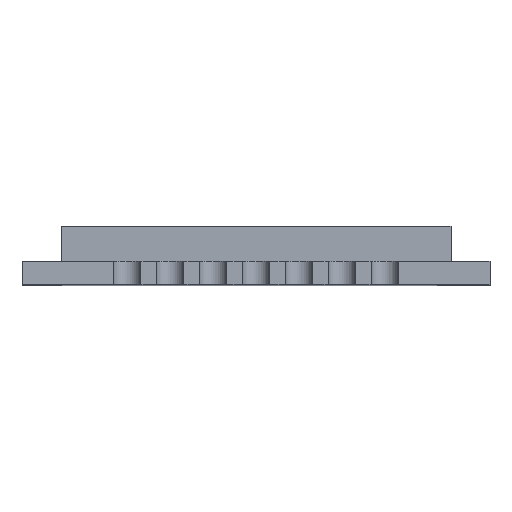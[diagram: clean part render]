
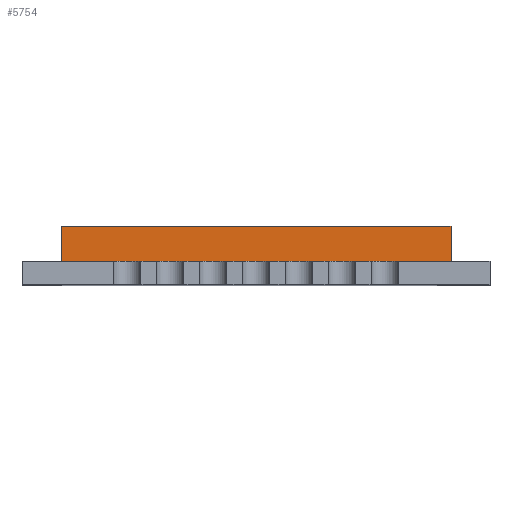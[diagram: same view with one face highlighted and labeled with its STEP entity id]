
A CAD part, top view. The second image highlights one B-rep face of the part: STEP entity #5754.
In plain terms, the highlighted planar face has unit normal (0, 0, 1).
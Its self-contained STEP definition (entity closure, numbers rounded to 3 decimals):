
#447 = CARTESIAN_POINT ( 'NONE',  ( -5., 1.5, 10.5 ) ) ;
#844 = CARTESIAN_POINT ( 'NONE',  ( -5., 0.6, 10.5 ) ) ;
#1379 = AXIS2_PLACEMENT_3D ( 'NONE', #7767, #7968, #2709 ) ;
#2028 = LINE ( 'NONE', #5051, #4741 ) ;
#2434 = VERTEX_POINT ( 'NONE', #4122 ) ;
#2709 = DIRECTION ( 'NONE',  ( -1., 0., 0. ) ) ;
#2716 = EDGE_CURVE ( 'NONE', #9477, #2434, #8324, .T. ) ;
#3057 = ORIENTED_EDGE ( 'NONE', *, *, #2716, .T. ) ;
#3114 = EDGE_LOOP ( 'NONE', ( #3057, #4047, #7680, #9514 ) ) ;
#3134 = VECTOR ( 'NONE', #5472, 1000. ) ;
#3312 = FACE_OUTER_BOUND ( 'NONE', #3114, .T. ) ;
#3445 = VECTOR ( 'NONE', #4228, 1000. ) ;
#3676 = LINE ( 'NONE', #6657, #3445 ) ;
#3870 = DIRECTION ( 'NONE',  ( 1., 0., 0. ) ) ;
#4047 = ORIENTED_EDGE ( 'NONE', *, *, #7633, .F. ) ;
#4122 = CARTESIAN_POINT ( 'NONE',  ( 5., 0.6, 10.5 ) ) ;
#4163 = PLANE ( 'NONE',  #1379 ) ;
#4228 = DIRECTION ( 'NONE',  ( 0., -1., 0. ) ) ;
#4741 = VECTOR ( 'NONE', #8019, 1000. ) ;
#4911 = CARTESIAN_POINT ( 'NONE',  ( 5., 1.5, 10.5 ) ) ;
#5051 = CARTESIAN_POINT ( 'NONE',  ( -5., 1.5, 10.5 ) ) ;
#5384 = CARTESIAN_POINT ( 'NONE',  ( -5., 1.5, 10.5 ) ) ;
#5472 = DIRECTION ( 'NONE',  ( 0., -1., 0. ) ) ;
#5754 = ADVANCED_FACE ( 'NONE', ( #3312 ), #4163, .F. ) ;
#5937 = EDGE_CURVE ( 'NONE', #7884, #9477, #6208, .T. ) ;
#6208 = LINE ( 'NONE', #5384, #3134 ) ;
#6657 = CARTESIAN_POINT ( 'NONE',  ( 5., 1.5, 10.5 ) ) ;
#7262 = CARTESIAN_POINT ( 'NONE',  ( -5., 0.6, 10.5 ) ) ;
#7633 = EDGE_CURVE ( 'NONE', #7771, #2434, #3676, .T. ) ;
#7680 = ORIENTED_EDGE ( 'NONE', *, *, #7936, .F. ) ;
#7751 = VECTOR ( 'NONE', #3870, 1000. ) ;
#7767 = CARTESIAN_POINT ( 'NONE',  ( -5., 1.5, 10.5 ) ) ;
#7771 = VERTEX_POINT ( 'NONE', #4911 ) ;
#7884 = VERTEX_POINT ( 'NONE', #447 ) ;
#7936 = EDGE_CURVE ( 'NONE', #7884, #7771, #2028, .T. ) ;
#7968 = DIRECTION ( 'NONE',  ( 0., 0., -1. ) ) ;
#8019 = DIRECTION ( 'NONE',  ( 1., 0., 0. ) ) ;
#8324 = LINE ( 'NONE', #844, #7751 ) ;
#9477 = VERTEX_POINT ( 'NONE', #7262 ) ;
#9514 = ORIENTED_EDGE ( 'NONE', *, *, #5937, .T. ) ;
